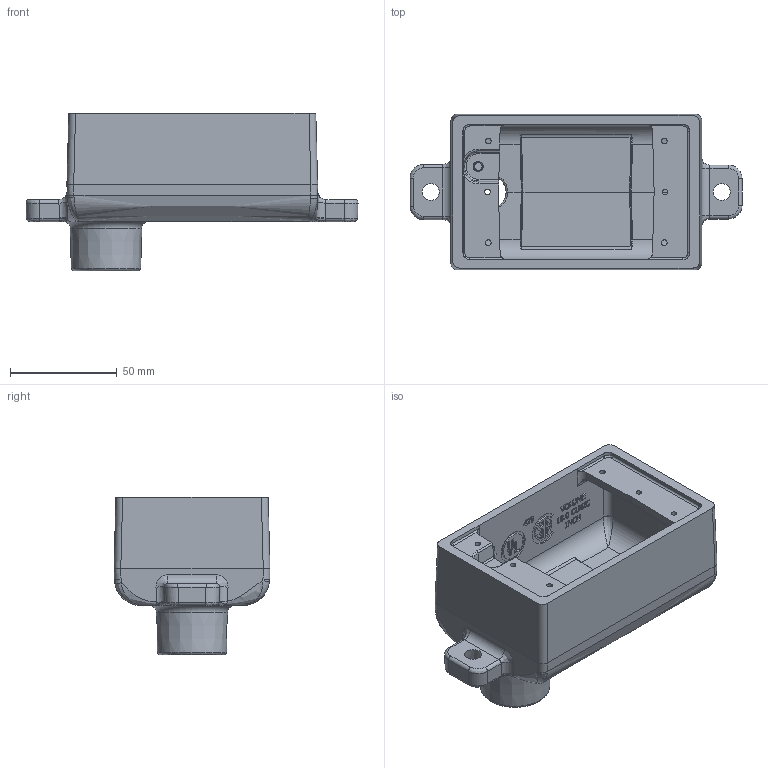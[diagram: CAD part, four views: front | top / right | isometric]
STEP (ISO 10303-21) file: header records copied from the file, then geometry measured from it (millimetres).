
FILE_DESCRIPTION(/* description */ ('FSA-1, FSA-1M, FSA-2 & FSA-2M AS CAST'),/* implementation_level */ '2;1');
FILE_NAME(/* name */ 'KIL_FSA-1.stp',/* time_stamp */ '2020-10-15T13:54:36+05:00',/* author */ ('kr'),/* organization */ (''),/* preprocessor_version */ 'ST-DEVELOPER v18',/* originating_system */ 'Autodesk Inventor 2020',/* authorisation */ '');
FILE_SCHEMA (('AUTOMOTIVE_DESIGN { 1 0 10303 214 3 1 1 }'));
Length unit declared in the file: inch
Products named in the file (1): 24225
Bounding box: 155.76 x 73.18 x 73.86 mm (x, y, z)
Volume: 146848.2 mm3; surface area: 59186.2 mm2
Topology: 1 solids, 1 shells, 1111 faces, 2937 edges, 1888 vertices
Faces by surface type: plane 585, bspline 371, cylinder 130, cone 11, torus 8, sphere 6
Full cylindrical faces by diameter (mm): 1.476 x1, 1.762 x1, 2.642 x6, 3.683 x1, 12.938 x1, 15.113 x1, 15.875 x1
Entity records: 39913 total; most frequent: CARTESIAN_POINT 13483, ORIENTED_EDGE 5832, DIRECTION 4075, EDGE_CURVE 2916, LINE 1895, VECTOR 1895, VERTEX_POINT 1888, EDGE_LOOP 1212
